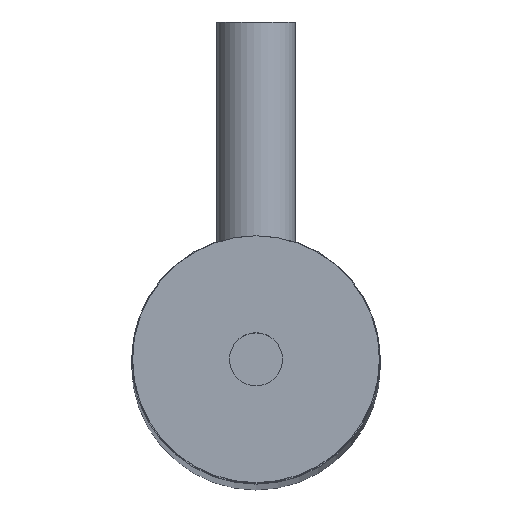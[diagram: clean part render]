
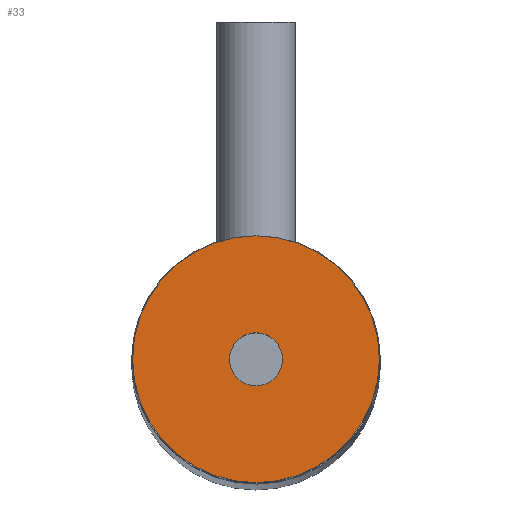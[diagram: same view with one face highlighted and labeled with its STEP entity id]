
A CAD part, top view. The second image highlights one B-rep face of the part: STEP entity #33.
In plain terms, the highlighted planar face has unit normal (0, 0, 1).
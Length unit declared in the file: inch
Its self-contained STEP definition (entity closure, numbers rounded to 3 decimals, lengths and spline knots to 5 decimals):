
#32 = ORIENTED_EDGE ( 'NONE', *, *, #53, .T. ) ;
#33 = ADVANCED_FACE ( 'NONE', ( #453, #452 ), #485, .T. ) ;
#34 = EDGE_LOOP ( 'NONE', ( #35, #36 ) ) ;
#35 = ORIENTED_EDGE ( 'NONE', *, *, #40, .F. ) ;
#36 = ORIENTED_EDGE ( 'NONE', *, *, #89, .F. ) ;
#40 = EDGE_CURVE ( 'NONE', #90, #115, #475, .T. ) ;
#41 = EDGE_LOOP ( 'NONE', ( #32, #43 ) ) ;
#43 = ORIENTED_EDGE ( 'NONE', *, *, #44, .T. ) ;
#44 = EDGE_CURVE ( 'NONE', #51, #54, #517, .T. ) ;
#51 = VERTEX_POINT ( 'NONE', #578 ) ;
#53 = EDGE_CURVE ( 'NONE', #54, #51, #577, .T. ) ;
#54 = VERTEX_POINT ( 'NONE', #572 ) ;
#89 = EDGE_CURVE ( 'NONE', #115, #90, #790, .T. ) ;
#90 = VERTEX_POINT ( 'NONE', #786 ) ;
#115 = VERTEX_POINT ( 'NONE', #864 ) ;
#452 = FACE_OUTER_BOUND ( 'NONE', #41, .T. ) ;
#453 = FACE_BOUND ( 'NONE', #34, .T. ) ;
#475 = CIRCLE ( 'NONE', #522, 0.05325 ) ;
#481 = DIRECTION ( 'NONE',  ( 1., 0., 0. ) ) ;
#482 = DIRECTION ( 'NONE',  ( 0., 0., 1. ) ) ;
#483 = CARTESIAN_POINT ( 'NONE',  ( -1.30315, -1.63883, 1.65243 ) ) ;
#484 = AXIS2_PLACEMENT_3D ( 'NONE', #483, #482, #481 ) ;
#485 = PLANE ( 'NONE',  #484 ) ;
#513 = DIRECTION ( 'NONE',  ( 1., 0., 0. ) ) ;
#514 = DIRECTION ( 'NONE',  ( 0., 0., 1. ) ) ;
#515 = CARTESIAN_POINT ( 'NONE',  ( -1.30315, -1.63883, 1.65243 ) ) ;
#516 = AXIS2_PLACEMENT_3D ( 'NONE', #515, #514, #513 ) ;
#517 = CIRCLE ( 'NONE', #516, 0.24803 ) ;
#519 = DIRECTION ( 'NONE',  ( 1., 0., 0. ) ) ;
#520 = DIRECTION ( 'NONE',  ( 0., 0., 1. ) ) ;
#521 = CARTESIAN_POINT ( 'NONE',  ( -1.30315, -1.63883, 1.65243 ) ) ;
#522 = AXIS2_PLACEMENT_3D ( 'NONE', #521, #520, #519 ) ;
#572 = CARTESIAN_POINT ( 'NONE',  ( -1.05512, -1.63883, 1.65243 ) ) ;
#573 = DIRECTION ( 'NONE',  ( 1., 0., 0. ) ) ;
#574 = DIRECTION ( 'NONE',  ( 0., 0., 1. ) ) ;
#575 = CARTESIAN_POINT ( 'NONE',  ( -1.30315, -1.63883, 1.65243 ) ) ;
#576 = AXIS2_PLACEMENT_3D ( 'NONE', #575, #574, #573 ) ;
#577 = CIRCLE ( 'NONE', #576, 0.24803 ) ;
#578 = CARTESIAN_POINT ( 'NONE',  ( -1.55118, -1.63883, 1.65243 ) ) ;
#786 = CARTESIAN_POINT ( 'NONE',  ( -1.2499, -1.63883, 1.65243 ) ) ;
#787 = DIRECTION ( 'NONE',  ( 1., 0., 0. ) ) ;
#788 = DIRECTION ( 'NONE',  ( 0., 0., 1. ) ) ;
#789 = AXIS2_PLACEMENT_3D ( 'NONE', #795, #788, #787 ) ;
#790 = CIRCLE ( 'NONE', #789, 0.05325 ) ;
#795 = CARTESIAN_POINT ( 'NONE',  ( -1.30315, -1.63883, 1.65243 ) ) ;
#864 = CARTESIAN_POINT ( 'NONE',  ( -1.3564, -1.63883, 1.65243 ) ) ;
